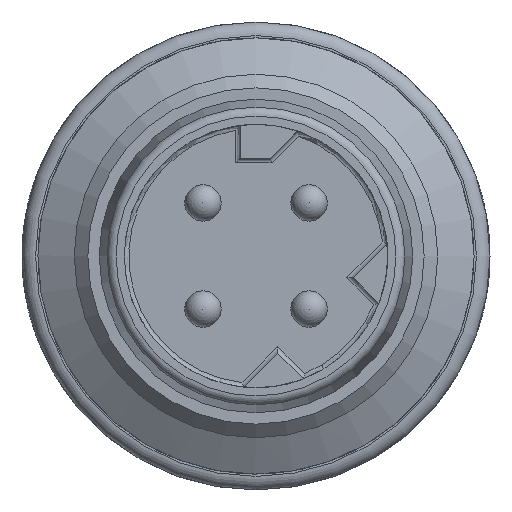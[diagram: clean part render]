
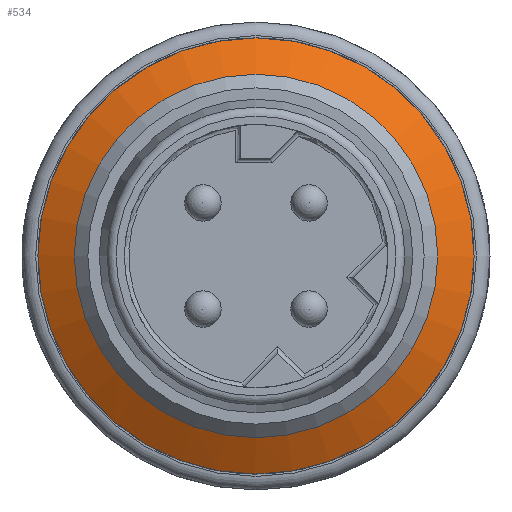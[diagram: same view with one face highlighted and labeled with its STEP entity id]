
A CAD part, front view. The second image highlights one B-rep face of the part: STEP entity #534.
In plain terms, the highlighted conical face has half-angle 60 degrees and reference radius 4 mm.
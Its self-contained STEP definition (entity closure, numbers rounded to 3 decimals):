
#62=CONICAL_SURFACE('',#2336,4.,60.);
#250=FACE_BOUND('',#839,.T.);
#251=FACE_BOUND('',#840,.T.);
#534=ADVANCED_FACE('',(#250,#251),#62,.T.);
#839=EDGE_LOOP('',(#1109));
#840=EDGE_LOOP('',(#1110));
#1109=ORIENTED_EDGE('',*,*,#1865,.F.);
#1110=ORIENTED_EDGE('',*,*,#1864,.T.);
#1645=VERTEX_POINT('',#3457);
#1646=VERTEX_POINT('',#3460);
#1864=EDGE_CURVE('',#1645,#1645,#2136,.T.);
#1865=EDGE_CURVE('',#1646,#1646,#2137,.T.);
#2136=CIRCLE('',#2333,4.);
#2137=CIRCLE('',#2335,4.8);
#2333=AXIS2_PLACEMENT_3D('',#3456,#2724,#2725);
#2335=AXIS2_PLACEMENT_3D('',#3459,#2728,#2729);
#2336=AXIS2_PLACEMENT_3D('',#3461,#2730,#2731);
#2724=DIRECTION('',(0.,1.,0.));
#2725=DIRECTION('',(0.,0.,1.));
#2728=DIRECTION('',(0.,1.,0.));
#2729=DIRECTION('',(0.,0.,1.));
#2730=DIRECTION('',(0.,1.,0.));
#2731=DIRECTION('',(0.,0.,-1.));
#3456=CARTESIAN_POINT('',(105.675,-11.075,0.));
#3457=CARTESIAN_POINT('',(105.675,-11.075,4.));
#3459=CARTESIAN_POINT('',(105.675,-10.613,0.));
#3460=CARTESIAN_POINT('',(105.675,-10.613,4.8));
#3461=CARTESIAN_POINT('',(105.675,-11.075,0.));
